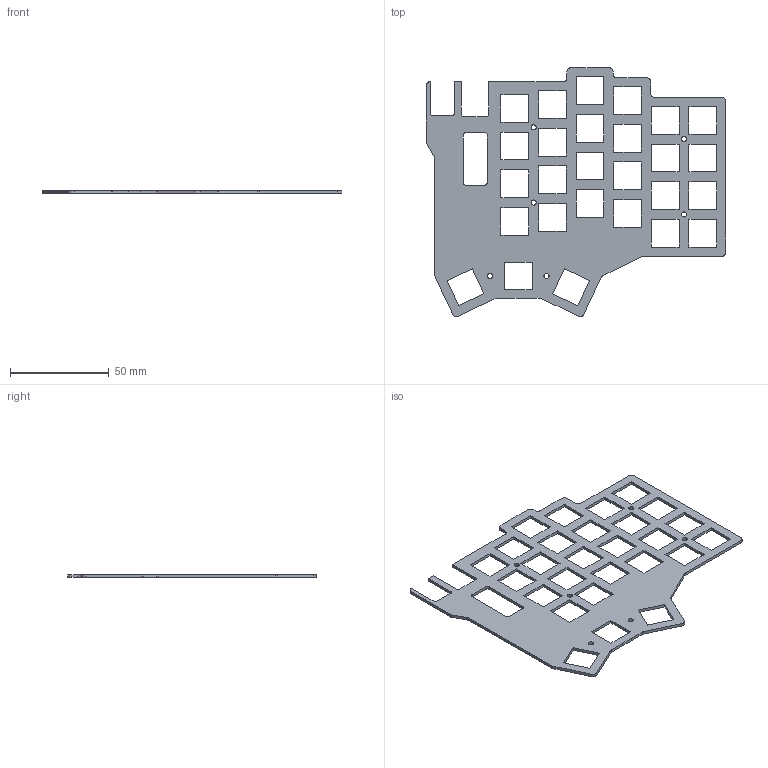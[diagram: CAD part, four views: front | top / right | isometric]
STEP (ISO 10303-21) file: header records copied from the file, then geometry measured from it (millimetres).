
FILE_DESCRIPTION(/* description */ (''),/* implementation_level */ '2;1');
FILE_NAME(/* name */ 'Right_Plate.step',/* time_stamp */ '2025-10-06T00:33:12-04:00',/* author */ (''),/* organization */ (''),/* preprocessor_version */ 'ST-DEVELOPER v20.1',/* originating_system */ 'Autodesk Translation Framework v14.17.0.0',/* authorisation */ '');
FILE_SCHEMA (('AUTOMOTIVE_DESIGN { 1 0 10303 214 3 1 1 }'));
Length unit declared in the file: inch
Products named in the file (1): pcb
Bounding box: 151.45 x 125.7 x 1.5 mm (x, y, z)
Volume: 13544.2 mm3; surface area: 21400.8 mm2
Topology: 1 solids, 1 shells, 176 faces, 522 edges, 348 vertices
Faces by surface type: plane 144, cylinder 32
Full cylindrical faces by diameter (mm): 2.6 x6
Entity records: 6197 total; most frequent: CARTESIAN_POINT 1047, ORIENTED_EDGE 1044, DIRECTION 940, EDGE_CURVE 522, LINE 458, VECTOR 458, VERTEX_POINT 348, EDGE_LOOP 244
